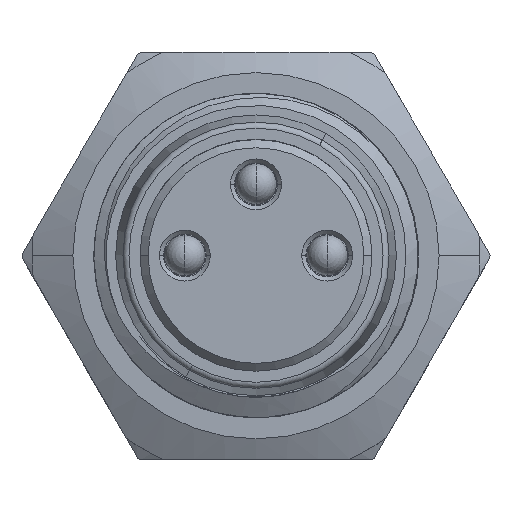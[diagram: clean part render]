
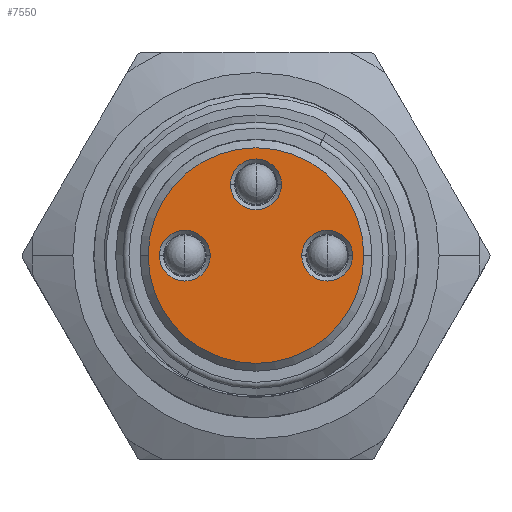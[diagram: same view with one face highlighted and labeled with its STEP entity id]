
A CAD part, top view. The second image highlights one B-rep face of the part: STEP entity #7550.
In plain terms, the highlighted planar face has unit normal (0, 0, 1).
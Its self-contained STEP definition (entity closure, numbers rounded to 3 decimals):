
#6926=CARTESIAN_POINT('',(0.,0.,0.));
#6927=DIRECTION('',(0.,0.,1.));
#6928=DIRECTION('',(1.,0.,0.));
#6929=AXIS2_PLACEMENT_3D('',#6926,#6927,#6928);
#6931=CARTESIAN_POINT('',(0.,0.,0.));
#6932=DIRECTION('',(0.,0.,1.));
#6933=DIRECTION('',(-1.,0.,0.));
#6934=AXIS2_PLACEMENT_3D('',#6931,#6932,#6933);
#6936=CARTESIAN_POINT('',(0.,1.75,0.));
#6937=DIRECTION('',(0.,0.,-1.));
#6938=DIRECTION('',(-1.,0.,0.));
#6939=AXIS2_PLACEMENT_3D('',#6936,#6937,#6938);
#6941=CARTESIAN_POINT('',(0.,1.75,0.));
#6942=DIRECTION('',(0.,0.,-1.));
#6943=DIRECTION('',(1.,0.,0.));
#6944=AXIS2_PLACEMENT_3D('',#6941,#6942,#6943);
#6946=CARTESIAN_POINT('',(1.75,0.,0.));
#6947=DIRECTION('',(0.,0.,-1.));
#6948=DIRECTION('',(1.,0.,0.));
#6949=AXIS2_PLACEMENT_3D('',#6946,#6947,#6948);
#6951=CARTESIAN_POINT('',(1.75,0.,0.));
#6952=DIRECTION('',(0.,0.,-1.));
#6953=DIRECTION('',(-1.,0.,0.));
#6954=AXIS2_PLACEMENT_3D('',#6951,#6952,#6953);
#6956=CARTESIAN_POINT('',(-1.75,0.,0.));
#6957=DIRECTION('',(0.,0.,-1.));
#6958=DIRECTION('',(1.,0.,0.));
#6959=AXIS2_PLACEMENT_3D('',#6956,#6957,#6958);
#6961=CARTESIAN_POINT('',(-1.75,0.,0.));
#6962=DIRECTION('',(0.,0.,-1.));
#6963=DIRECTION('',(-1.,0.,0.));
#6964=AXIS2_PLACEMENT_3D('',#6961,#6962,#6963);
#7447=CARTESIAN_POINT('',(2.65,0.,0.));
#7448=CARTESIAN_POINT('',(-2.65,0.,0.));
#7449=VERTEX_POINT('',#7447);
#7450=VERTEX_POINT('',#7448);
#7455=CARTESIAN_POINT('',(-0.625,1.75,0.));
#7456=CARTESIAN_POINT('',(0.625,1.75,0.));
#7457=VERTEX_POINT('',#7455);
#7458=VERTEX_POINT('',#7456);
#7463=CARTESIAN_POINT('',(2.375,0.,0.));
#7464=CARTESIAN_POINT('',(1.125,0.,0.));
#7465=VERTEX_POINT('',#7463);
#7466=VERTEX_POINT('',#7464);
#7471=CARTESIAN_POINT('',(-1.125,0.,0.));
#7472=CARTESIAN_POINT('',(-2.375,0.,0.));
#7473=VERTEX_POINT('',#7471);
#7474=VERTEX_POINT('',#7472);
#7521=CARTESIAN_POINT('',(0.,0.,0.));
#7522=DIRECTION('',(0.,0.,1.));
#7523=DIRECTION('',(1.,0.,0.));
#7524=AXIS2_PLACEMENT_3D('',#7521,#7522,#7523);
#7525=PLANE('',#7524);
#7527=ORIENTED_EDGE('',*,*,#7526,.F.);
#7529=ORIENTED_EDGE('',*,*,#7528,.F.);
#7530=EDGE_LOOP('',(#7527,#7529));
#7531=FACE_OUTER_BOUND('',#7530,.F.);
#7533=ORIENTED_EDGE('',*,*,#7532,.F.);
#7535=ORIENTED_EDGE('',*,*,#7534,.F.);
#7536=EDGE_LOOP('',(#7533,#7535));
#7537=FACE_BOUND('',#7536,.F.);
#7539=ORIENTED_EDGE('',*,*,#7538,.F.);
#7541=ORIENTED_EDGE('',*,*,#7540,.F.);
#7542=EDGE_LOOP('',(#7539,#7541));
#7543=FACE_BOUND('',#7542,.F.);
#7545=ORIENTED_EDGE('',*,*,#7544,.F.);
#7547=ORIENTED_EDGE('',*,*,#7546,.F.);
#7548=EDGE_LOOP('',(#7545,#7547));
#7549=FACE_BOUND('',#7548,.F.);
#6930=CIRCLE('',#6929,2.65);
#6935=CIRCLE('',#6934,2.65);
#6940=CIRCLE('',#6939,0.625);
#6945=CIRCLE('',#6944,0.625);
#6950=CIRCLE('',#6949,0.625);
#6955=CIRCLE('',#6954,0.625);
#6960=CIRCLE('',#6959,0.625);
#6965=CIRCLE('',#6964,0.625);
#7526=EDGE_CURVE('',#7449,#7450,#6930,.T.);
#7528=EDGE_CURVE('',#7450,#7449,#6935,.T.);
#7532=EDGE_CURVE('',#7457,#7458,#6940,.T.);
#7534=EDGE_CURVE('',#7458,#7457,#6945,.T.);
#7538=EDGE_CURVE('',#7465,#7466,#6950,.T.);
#7540=EDGE_CURVE('',#7466,#7465,#6955,.T.);
#7544=EDGE_CURVE('',#7473,#7474,#6960,.T.);
#7546=EDGE_CURVE('',#7474,#7473,#6965,.T.);
#7550=ADVANCED_FACE('',(#7531,#7537,#7543,#7549),#7525,.T.);
